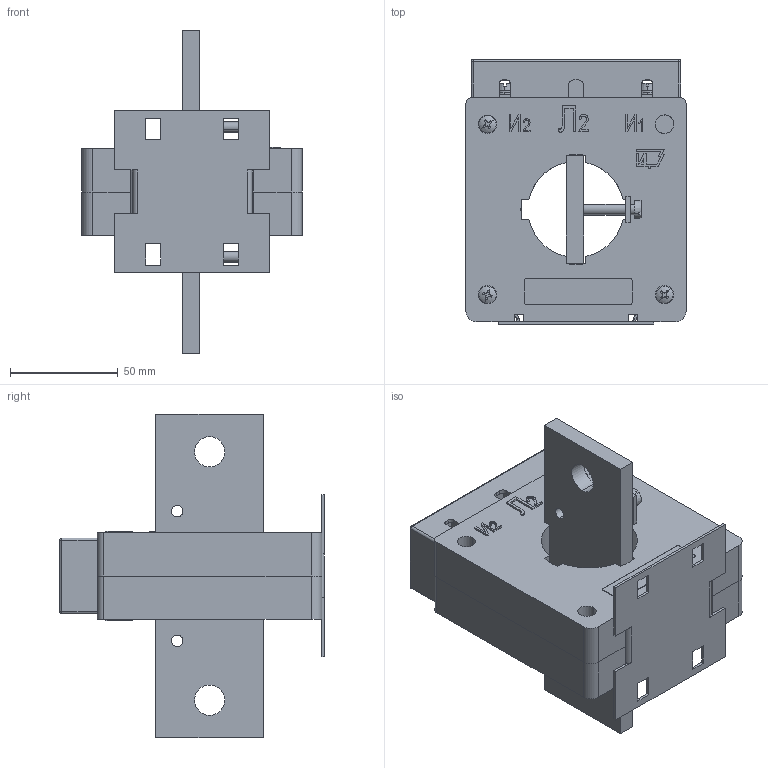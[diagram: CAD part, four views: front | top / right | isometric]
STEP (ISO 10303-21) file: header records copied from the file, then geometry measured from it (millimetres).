
FILE_DESCRIPTION (( 'STEP AP214' ), '1' );
FILE_NAME ('ﾒ-0,66-3.STEP', '2023-07-28T07:47:50', ( '' ), ( '' ), 'SwSTEP 2.0', 'SolidWorks 2014', '' );
FILE_SCHEMA (( 'AUTOMOTIVE_DESIGN' ));
Length unit declared in the file: millimetre
Products named in the file (50): 妈眚 󊙅0.58.019 梦岩17473-80; 屡扔.754468.001 想铎徉; ﾘ琺矜 5.01.019 ﾃﾎﾑﾒ11371-78; 屡扔.754312.173 亦犭梓赅; ﾘ琺矜 5.65ﾃ.019 ﾃﾎﾑﾒ 6402-70; 妈眚 󊙆5.58.019 梦岩17473-80; Ãàéêà Ì4.5.019 ÃÎÑÒ5915-70; ÂÅÈÓ.757249.004 Ïëàñòèíà êîíòàêòíàÿ; ÂÅÈÓ.685412.034 Ìàãíèòîïðîâîä ñ îáìîòêîé; ÂÅÈÓ.754312.152 Òàáëè÷êà ïðåäñòàâèòåëüíàÿ; 妈眚 󊅠.58.019 梦岩17473-80; Øóðóï 2-4õ20.019 ÃÎÑÒ 1144-80; 屡扔.685527.043 罔磬; ÂÅÈÓ.323293.018-01 Êðûøêà çàùèòíàÿ; 屡扔.685527.043 罔磬_-02; 屡扔.711214.003 噪囗弼; ÂÅÈÓ.323293.018-01 Êðûøêà çàùèòíàÿ_-00; 屡扔.741131.008 想囗赅; 屡扔.711214.003 噪囗弼_-03; ÂÅÈÓ.686171.019 Ïîëóêîðïóñ Ë2; 屡扔.741131.008 想囗赅_-02; ÂÅÈÓ.686171.018 Ïîëóêîðïóñ Ë1; ﾒ-0,66-3
Assembly tree (32 placements, depth 3):
  妈眚 󊙅0.58.019 梦岩17473-80
  屡扔.754468.001 想铎徉
  ﾘ琺矜 5.01.019 ﾃﾎﾑﾒ11371-78
  ﾘ琺矜 5.65ﾃ.019 ﾃﾎﾑﾒ 6402-70
  妈眚 󊙅0.58.019 梦岩17473-80
Bounding box: 102 x 122.7 x 150 mm (x, y, z)
Volume: 195302.8 mm3; surface area: 150965.8 mm2
Topology: 31 solids, 31 shells, 1118 faces, 2920 edges, 1899 vertices
Faces by surface type: plane 714, cylinder 247, cone 78, torus 35, bspline 28, sphere 16
Entity records: 30146 total; most frequent: CARTESIAN_POINT 6677, ORIENTED_EDGE 4648, DIRECTION 4493, EDGE_CURVE 2324, VECTOR 1667, LINE 1667, VERTEX_POINT 1521, AXIS2_PLACEMENT_3D 1413
